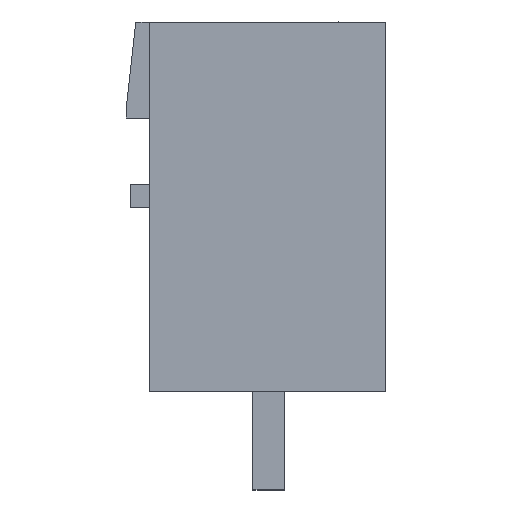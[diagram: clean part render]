
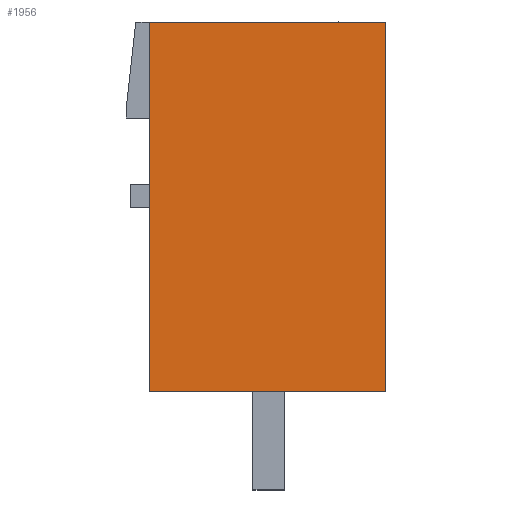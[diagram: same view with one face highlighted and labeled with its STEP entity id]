
A CAD part, left-side view. The second image highlights one B-rep face of the part: STEP entity #1956.
In plain terms, the highlighted planar face has unit normal (-1, 0, 0).
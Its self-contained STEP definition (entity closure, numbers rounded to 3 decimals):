
#1936=AXIS2_PLACEMENT_3D('Plane Axis2P3D',#1933,#1934,#1935) ;
#913=CARTESIAN_POINT('Vertex',(0.,0.,3.2)) ;
#916=CARTESIAN_POINT('Line Origine',(0.,3.84,3.2)) ;
#920=CARTESIAN_POINT('Vertex',(0.,7.68,3.2)) ;
#1357=CARTESIAN_POINT('Vertex',(0.,0.,15.2)) ;
#1360=CARTESIAN_POINT('Line Origine',(0.,0.,9.2)) ;
#1933=CARTESIAN_POINT('Axis2P3D Location',(0.,-1.5,3.2)) ;
#1938=CARTESIAN_POINT('Line Origine',(0.,7.68,9.2)) ;
#1942=CARTESIAN_POINT('Vertex',(0.,7.68,15.2)) ;
#1945=CARTESIAN_POINT('Line Origine',(0.,3.84,15.2)) ;
#917=DIRECTION('Vector Direction',(0.,-1.,0.)) ;
#1361=DIRECTION('Vector Direction',(0.,0.,-1.)) ;
#1934=DIRECTION('Axis2P3D Direction',(-1.,0.,0.)) ;
#1935=DIRECTION('Axis2P3D XDirection',(0.,0.,1.)) ;
#1939=DIRECTION('Vector Direction',(0.,0.,-1.)) ;
#1946=DIRECTION('Vector Direction',(0.,-1.,0.)) ;
#918=VECTOR('Line Direction',#917,1.) ;
#1362=VECTOR('Line Direction',#1361,1.) ;
#1940=VECTOR('Line Direction',#1939,1.) ;
#1947=VECTOR('Line Direction',#1946,1.) ;
#1951=ORIENTED_EDGE('',*,*,#1944,.T.) ;
#1952=ORIENTED_EDGE('',*,*,#922,.T.) ;
#1953=ORIENTED_EDGE('',*,*,#1364,.T.) ;
#1954=ORIENTED_EDGE('',*,*,#1949,.T.) ;
#1956=ADVANCED_FACE('HOUSING',(#1955),#1937,.T.) ;
#922=EDGE_CURVE('',#921,#914,#919,.T.) ;
#1364=EDGE_CURVE('',#914,#1358,#1363,.F.) ;
#1944=EDGE_CURVE('',#1943,#921,#1941,.T.) ;
#1949=EDGE_CURVE('',#1358,#1943,#1948,.F.) ;
#1950=EDGE_LOOP('',(#1951,#1952,#1953,#1954)) ;
#1955=FACE_OUTER_BOUND('',#1950,.T.) ;
#919=LINE('Line',#916,#918) ;
#1363=LINE('Line',#1360,#1362) ;
#1941=LINE('Line',#1938,#1940) ;
#1948=LINE('Line',#1945,#1947) ;
#1937=PLANE('',#1936) ;
#914=VERTEX_POINT('',#913) ;
#921=VERTEX_POINT('',#920) ;
#1358=VERTEX_POINT('',#1357) ;
#1943=VERTEX_POINT('',#1942) ;
